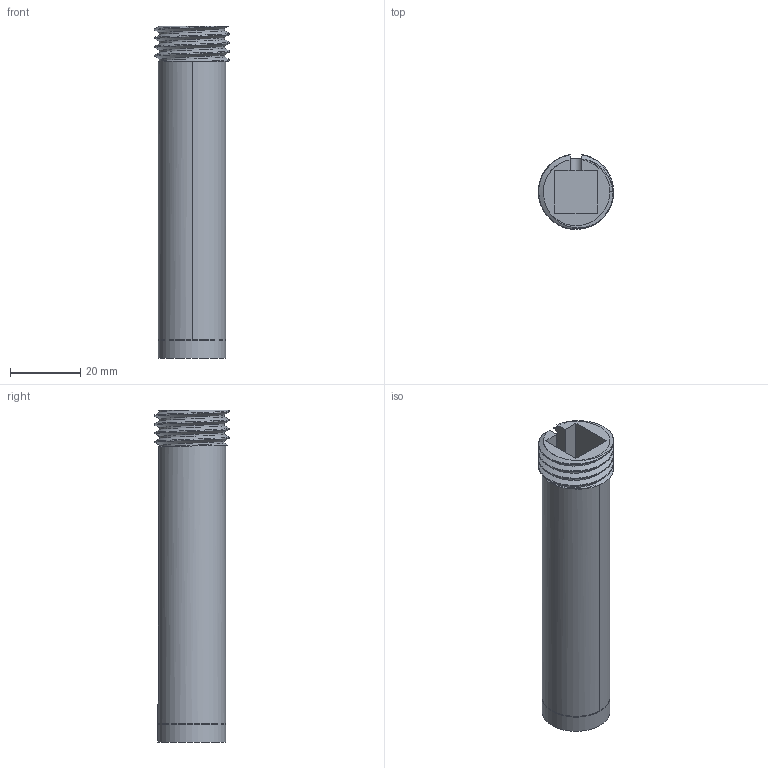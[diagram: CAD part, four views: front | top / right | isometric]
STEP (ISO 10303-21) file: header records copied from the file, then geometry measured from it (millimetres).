
FILE_DESCRIPTION(('FreeCAD Model'),'2;1');
FILE_NAME('Open CASCADE Shape Model','2024-02-23T08:27:53',(''),(''), 'Open CASCADE STEP processor 7.6','FreeCAD','Unknown');
FILE_SCHEMA(('AUTOMOTIVE_DESIGN { 1 0 10303 214 1 1 1 1 }'));
Length unit declared in the file: millimetre
Products named in the file (2): Cover; Cut002
Assembly tree (1 placements, depth 2):
  Cover
    Cut002
Bounding box: 21.48 x 21.34 x 94.75 mm (x, y, z)
Volume: 13454.7 mm3; surface area: 11176.3 mm2
Topology: 1 solids, 1 shells, 64 faces, 162 edges, 100 vertices
Faces by surface type: bspline 29, cylinder 17, plane 15, cone 3
Full cylindrical faces by diameter (mm): 19.31 x1
Entity records: 10497 total; most frequent: CARTESIAN_POINT 7824, ORIENTED_EDGE 324, PCURVE 324, DEFINITIONAL_REPRESENTATION 324, DIRECTION 289, B_SPLINE_CURVE_WITH_KNOTS 274, LINE 165, VECTOR 165
